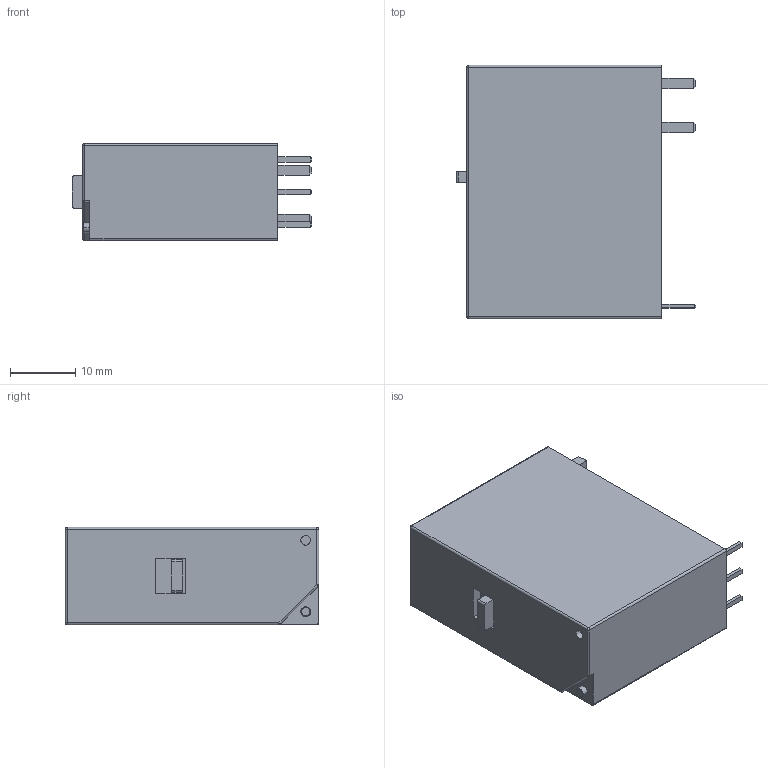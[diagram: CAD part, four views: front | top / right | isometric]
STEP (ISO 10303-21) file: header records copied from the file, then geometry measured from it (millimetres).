
FILE_DESCRIPTION((''),'2;1');
FILE_NAME('USER_LIBRARY-RELAY_HFE10-2','2015-09-07T',('Byron'),(''),'PRO/ENGINEER BY PARAMETRIC TECHNOLOGY CORPORATION, 2011310','PRO/ENGINEER BY PARAMETRIC TECHNOLOGY CORPORATION, 2011310','');
FILE_SCHEMA(('AUTOMOTIVE_DESIGN { 1 2 10303 214 0 1 1 1 }'));
Length unit declared in the file: millimetre
Products named in the file (1): USER_LIBRARY-RELAY_HFE10-2
Bounding box: 36.8 x 39 x 15 mm (x, y, z)
Volume: 17545.5 mm3; surface area: 4564.8 mm2
Topology: 1 solids, 1 shells, 92 faces, 213 edges, 127 vertices
Faces by surface type: plane 65, cylinder 19, sphere 5, torus 3
Entity records: 3228 total; most frequent: CARTESIAN_POINT 443, DIRECTION 431, ORIENTED_EDGE 416, EDGE_CURVE 208, VECTOR 161, LINE 161, AXIS2_PLACEMENT_3D 135, VERTEX_POINT 127
